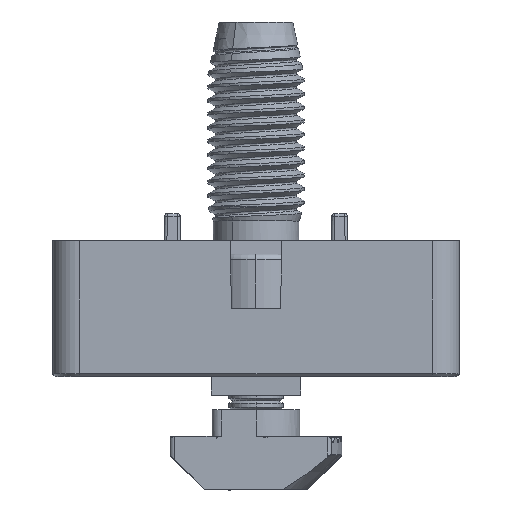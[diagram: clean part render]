
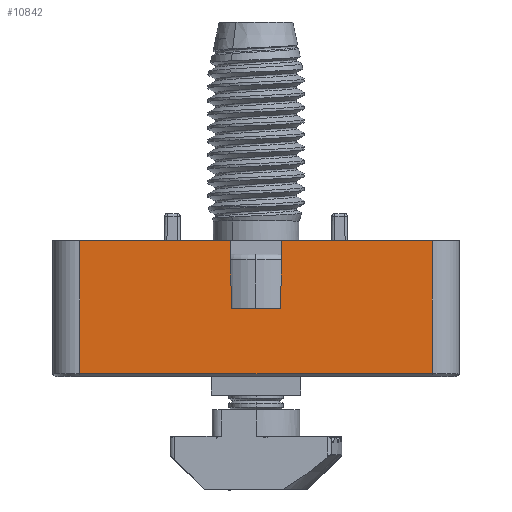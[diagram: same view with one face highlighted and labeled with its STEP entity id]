
A CAD part, top view. The second image highlights one B-rep face of the part: STEP entity #10842.
In plain terms, the highlighted planar face has unit normal (0, 0, 1).
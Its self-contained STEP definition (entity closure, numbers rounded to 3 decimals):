
#464 = LINE ( 'NONE', #19236, #12051 ) ;
#634 = LINE ( 'NONE', #12847, #11556 ) ;
#1157 = ORIENTED_EDGE ( 'NONE', *, *, #25239, .T. ) ;
#1997 = VERTEX_POINT ( 'NONE', #16282 ) ;
#2149 = CARTESIAN_POINT ( 'NONE',  ( 2.714, 7.5, 22.5 ) ) ;
#2427 = LINE ( 'NONE', #13663, #24947 ) ;
#2741 = ORIENTED_EDGE ( 'NONE', *, *, #4013, .T. ) ;
#2884 = ORIENTED_EDGE ( 'NONE', *, *, #6739, .T. ) ;
#3347 = DIRECTION ( 'NONE',  ( -0.02, -1., 0. ) ) ;
#3721 = EDGE_CURVE ( 'NONE', #27911, #4057, #25583, .T. ) ;
#4013 = EDGE_CURVE ( 'NONE', #18958, #13834, #634, .T. ) ;
#4057 = VERTEX_POINT ( 'NONE', #17321 ) ;
#4470 = AXIS2_PLACEMENT_3D ( 'NONE', #15079, #23941, #10887 ) ;
#5549 = CARTESIAN_POINT ( 'NONE',  ( -19.5, 15., 22.5 ) ) ;
#6739 = EDGE_CURVE ( 'NONE', #10336, #18958, #22344, .T. ) ;
#6910 = LINE ( 'NONE', #15065, #23633 ) ;
#8508 = VECTOR ( 'NONE', #3347, 1000. ) ;
#8675 = PLANE ( 'NONE',  #4470 ) ;
#8730 = DIRECTION ( 'NONE',  ( -1., 0., 0. ) ) ;
#10053 = ORIENTED_EDGE ( 'NONE', *, *, #17917, .F. ) ;
#10336 = VERTEX_POINT ( 'NONE', #5549 ) ;
#10407 = VERTEX_POINT ( 'NONE', #21403 ) ;
#10842 = ADVANCED_FACE ( 'NONE', ( #18601 ), #8675, .F. ) ;
#10860 = ORIENTED_EDGE ( 'NONE', *, *, #14102, .F. ) ;
#10887 = DIRECTION ( 'NONE',  ( -1., 0., 0. ) ) ;
#11556 = VECTOR ( 'NONE', #25936, 1000. ) ;
#11618 = DIRECTION ( 'NONE',  ( 1., 0., 0. ) ) ;
#11711 = CARTESIAN_POINT ( 'NONE',  ( -22.5, 15., 22.5 ) ) ;
#12051 = VECTOR ( 'NONE', #23616, 1000. ) ;
#12847 = CARTESIAN_POINT ( 'NONE',  ( 19.5, 0.3, 22.5 ) ) ;
#13663 = CARTESIAN_POINT ( 'NONE',  ( -2.873, 15.396, 22.5 ) ) ;
#13834 = VERTEX_POINT ( 'NONE', #13916 ) ;
#13916 = CARTESIAN_POINT ( 'NONE',  ( 19.5, 0.3, 22.5 ) ) ;
#14102 = EDGE_CURVE ( 'NONE', #17236, #10407, #6910, .T. ) ;
#14327 = CARTESIAN_POINT ( 'NONE',  ( -19.5, 0.3, 22.5 ) ) ;
#14644 = DIRECTION ( 'NONE',  ( 0., -1., 0. ) ) ;
#15065 = CARTESIAN_POINT ( 'NONE',  ( -22.5, 15., 22.5 ) ) ;
#15079 = CARTESIAN_POINT ( 'NONE',  ( -22.5, 15., 22.5 ) ) ;
#15237 = EDGE_CURVE ( 'NONE', #4057, #1997, #2427, .T. ) ;
#16282 = CARTESIAN_POINT ( 'NONE',  ( -2.865, 15., 22.5 ) ) ;
#16517 = VECTOR ( 'NONE', #14644, 1000. ) ;
#16979 = VECTOR ( 'NONE', #11618, 1000. ) ;
#17192 = CARTESIAN_POINT ( 'NONE',  ( 2.865, 15., 22.5 ) ) ;
#17236 = VERTEX_POINT ( 'NONE', #17192 ) ;
#17321 = CARTESIAN_POINT ( 'NONE',  ( -2.714, 7.5, 22.5 ) ) ;
#17766 = ORIENTED_EDGE ( 'NONE', *, *, #20998, .T. ) ;
#17917 = EDGE_CURVE ( 'NONE', #10336, #1997, #22781, .T. ) ;
#18586 = CARTESIAN_POINT ( 'NONE',  ( 2.854, 14.489, 22.5 ) ) ;
#18601 = FACE_OUTER_BOUND ( 'NONE', #21574, .T. ) ;
#18929 = ORIENTED_EDGE ( 'NONE', *, *, #15237, .T. ) ;
#18958 = VERTEX_POINT ( 'NONE', #14327 ) ;
#19236 = CARTESIAN_POINT ( 'NONE',  ( 19.5, 15., 22.5 ) ) ;
#20449 = VECTOR ( 'NONE', #8730, 1000. ) ;
#20998 = EDGE_CURVE ( 'NONE', #17236, #27911, #25244, .T. ) ;
#21202 = CARTESIAN_POINT ( 'NONE',  ( -19.5, 15., 22.5 ) ) ;
#21403 = CARTESIAN_POINT ( 'NONE',  ( 19.5, 15., 22.5 ) ) ;
#21534 = DIRECTION ( 'NONE',  ( 1., 0., 0. ) ) ;
#21574 = EDGE_LOOP ( 'NONE', ( #2884, #2741, #1157, #10860, #17766, #22910, #18929, #10053 ) ) ;
#21807 = CARTESIAN_POINT ( 'NONE',  ( -2.714, 7.5, 22.5 ) ) ;
#22344 = LINE ( 'NONE', #21202, #16517 ) ;
#22781 = LINE ( 'NONE', #11711, #16979 ) ;
#22910 = ORIENTED_EDGE ( 'NONE', *, *, #3721, .T. ) ;
#23616 = DIRECTION ( 'NONE',  ( 0., 1., 0. ) ) ;
#23633 = VECTOR ( 'NONE', #21534, 1000. ) ;
#23941 = DIRECTION ( 'NONE',  ( 0., 0., -1. ) ) ;
#24947 = VECTOR ( 'NONE', #26744, 1000. ) ;
#25239 = EDGE_CURVE ( 'NONE', #13834, #10407, #464, .T. ) ;
#25244 = LINE ( 'NONE', #18586, #8508 ) ;
#25583 = LINE ( 'NONE', #21807, #20449 ) ;
#25936 = DIRECTION ( 'NONE',  ( 1., 0., 0. ) ) ;
#26744 = DIRECTION ( 'NONE',  ( -0.02, 1., 0. ) ) ;
#27911 = VERTEX_POINT ( 'NONE', #2149 ) ;
